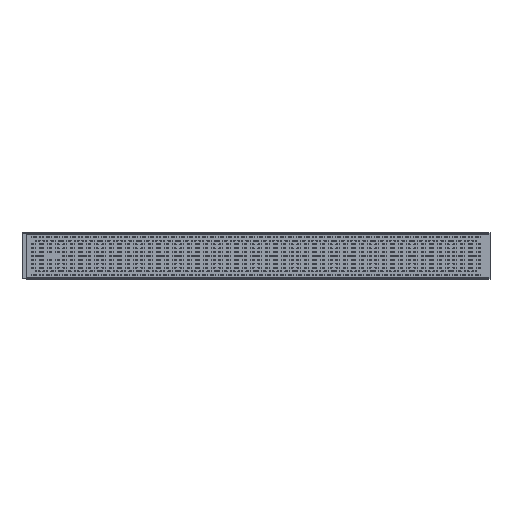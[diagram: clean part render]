
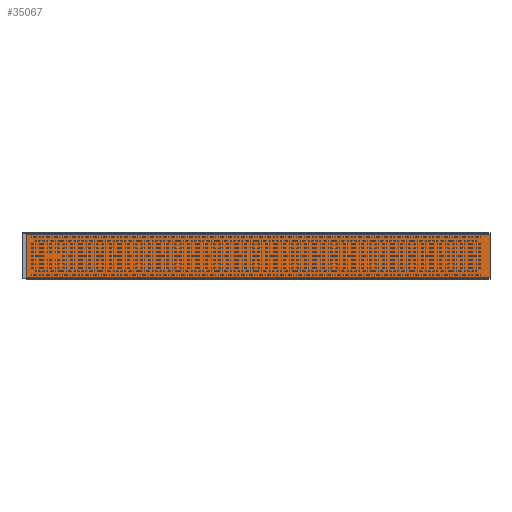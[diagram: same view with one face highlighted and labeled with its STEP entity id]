
A CAD part, top view. The second image highlights one B-rep face of the part: STEP entity #35067.
In plain terms, the highlighted planar face has unit normal (0, 0, 1).
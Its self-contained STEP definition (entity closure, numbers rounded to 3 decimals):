
#7270=FACE_OUTER_BOUND('',#8768,.T.);
#8768=EDGE_LOOP('',(#27646,#27647,#27648,#27649));
#10273=LINE('',#52642,#13185);
#10274=LINE('',#52644,#13186);
#10275=LINE('',#52646,#13187);
#10276=LINE('',#52647,#13188);
#13185=VECTOR('',#40959,1.);
#13186=VECTOR('',#40960,1.);
#13187=VECTOR('',#40961,1.);
#13188=VECTOR('',#40962,1.);
#16097=VERTEX_POINT('',#52640);
#16098=VERTEX_POINT('',#52641);
#16099=VERTEX_POINT('',#52643);
#16100=VERTEX_POINT('',#52645);
#21847=EDGE_CURVE('',#16097,#16098,#10273,.T.);
#21848=EDGE_CURVE('',#16097,#16099,#10274,.T.);
#21849=EDGE_CURVE('',#16099,#16100,#10275,.T.);
#21850=EDGE_CURVE('',#16100,#16098,#10276,.F.);
#27646=ORIENTED_EDGE('',*,*,#21847,.F.);
#27647=ORIENTED_EDGE('',*,*,#21848,.T.);
#27648=ORIENTED_EDGE('',*,*,#21849,.T.);
#27649=ORIENTED_EDGE('',*,*,#21850,.T.);
#33590=PLANE('',#36567);
#35067=ADVANCED_FACE('',(#7270),#33590,.T.);
#36567=AXIS2_PLACEMENT_3D('',#52639,#40957,#40958);
#40957=DIRECTION('center_axis',(0.,0.,1.));
#40958=DIRECTION('ref_axis',(1.,0.,0.));
#40959=DIRECTION('',(1.,0.,0.));
#40960=DIRECTION('',(0.,-1.,0.));
#40961=DIRECTION('',(1.,0.,0.));
#40962=DIRECTION('',(0.,-1.,0.));
#52639=CARTESIAN_POINT('Origin',(1547.029,113.55,-37.9));
#52640=CARTESIAN_POINT('',(62.629,260.95,-37.9));
#52641=CARTESIAN_POINT('',(3062.029,260.95,-37.9));
#52642=CARTESIAN_POINT('',(1562.029,260.95,-37.9));
#52643=CARTESIAN_POINT('',(62.629,-33.85,-37.9));
#52644=CARTESIAN_POINT('',(62.629,260.95,-37.9));
#52645=CARTESIAN_POINT('',(3062.029,-33.85,-37.9));
#52646=CARTESIAN_POINT('',(1562.029,-33.85,-37.9));
#52647=CARTESIAN_POINT('',(3062.029,113.55,-37.9));
